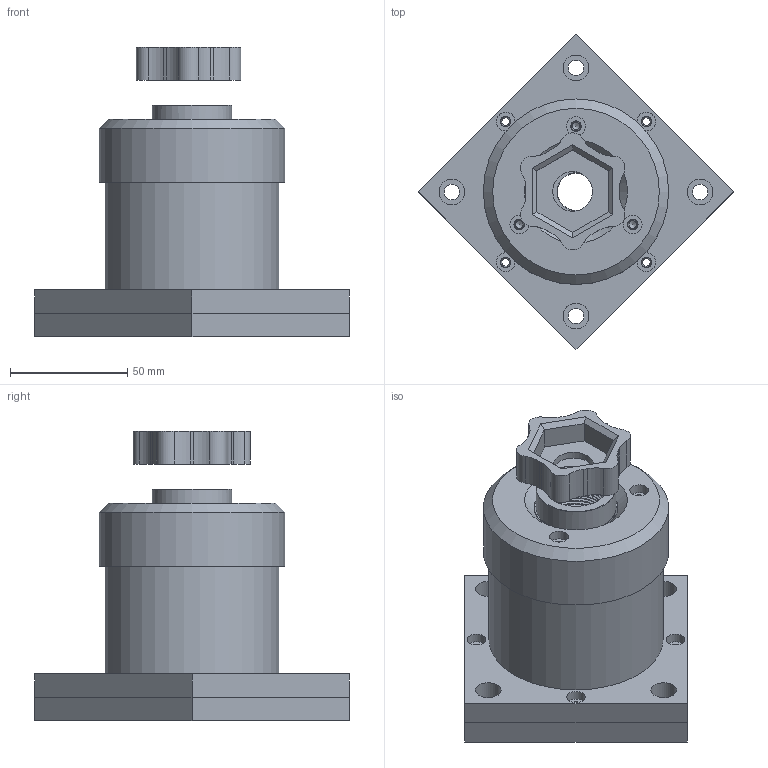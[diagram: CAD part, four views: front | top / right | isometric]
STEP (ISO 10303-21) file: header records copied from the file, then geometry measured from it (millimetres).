
FILE_DESCRIPTION(/* description */ (''),/* implementation_level */ '2;1');
FILE_NAME(/* name */ 'OpenATC-Assembly.step',/* time_stamp */ '2025-11-16T14:45:18Z',/* author */ (''),/* organization */ (''),/* preprocessor_version */ 'ST-DEVELOPER v20.1',/* originating_system */ 'Autodesk Translation Framework v14.21.0.0',/* authorisation */ '');
FILE_SCHEMA (('AUTOMOTIVE_DESIGN { 1 0 10303 214 3 1 1 }'));
Length unit declared in the file: millimetre
Products named in the file (11): OpenATC-Assembly; ER20-A Collet Nut; OpenATC-Shock-absorber; OpenATC-Base-holder; OpenATC-Top-main-body; OpenATC-ER20-A-Nut-holder; OpenATC-Base-bottom-cover; OpenATC-Body-top-cover; OpenATC-Bottom-main-body; 73243-HEC-24-A2; Washer-ID_25mm-OD_36mm
Assembly tree (11 placements, depth 3):
  OpenATC-Assembly
    ER20-A Collet Nut
    OpenATC-ER20-A-Nut-holder
    OpenATC-Shock-absorber
    OpenATC-Base-holder
    OpenATC-Top-main-body
      OpenATC-ER20-A-Nut-holder
    OpenATC-Base-bottom-cover
    OpenATC-Body-top-cover
    OpenATC-Bottom-main-body
    73243-HEC-24-A2
    Washer-ID_25mm-OD_36mm
Bounding box: 134.35 x 134.35 x 123.64 mm (x, y, z)
Volume: 376853.6 mm3; surface area: 160418 mm2
Topology: 11 solids, 11 shells, 427 faces, 1046 edges, 660 vertices
Faces by surface type: cylinder 194, plane 141, bspline 52, cone 23, torus 17
Full cylindrical faces by diameter (mm): 2 x2, 3.332 x7, 4.5 x7, 6.6 x4, 8 x7, 11 x8, 16 x2, 17 x2, 23 x1, 23.526 x10, 24 x2, 24.2 x1, 25 x1, 25.208 x10, 26.5 x4, 29.6 x1, 31.5 x4, 34 x1, 36 x2, 39.6 x1, 40 x1, 40.8 x1, 47.8 x1, 48 x1, 70 x2, 70.4 x1, 70.5 x1, 74.4 x1, 75 x1, 79.2 x1
Entity records: 15695 total; most frequent: CARTESIAN_POINT 6357, DIRECTION 1904, ORIENTED_EDGE 1840, EDGE_CURVE 920, AXIS2_PLACEMENT_3D 783, VERTEX_POINT 588, EDGE_LOOP 472, CIRCLE 398
